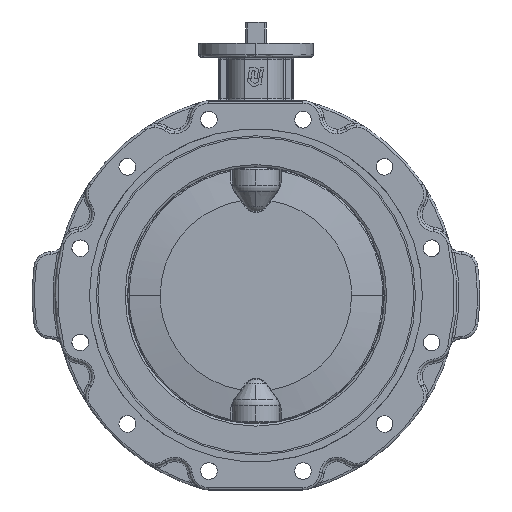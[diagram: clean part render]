
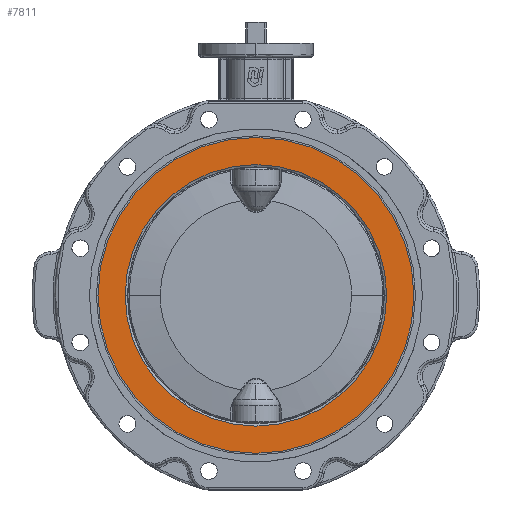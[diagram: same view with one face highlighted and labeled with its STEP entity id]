
A CAD part, left-side view. The second image highlights one B-rep face of the part: STEP entity #7811.
In plain terms, the highlighted planar face has unit normal (-1, 0, 0).
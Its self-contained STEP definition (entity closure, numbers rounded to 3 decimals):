
#5392=CARTESIAN_POINT('',(-46.1,-171.236,-0.));
#5393=VERTEX_POINT('',#5392);
#5400=CARTESIAN_POINT('',(-46.1,171.236,-0.));
#5401=VERTEX_POINT('',#5400);
#5402=CARTESIAN_POINT('',(-46.1,-0.,0.));
#5403=DIRECTION('',(1.,-0.,0.));
#5404=DIRECTION('',(-0.,-1.,0.));
#5405=AXIS2_PLACEMENT_3D('',#5402,#5403,#5404);
#5406=CIRCLE('',#5405,171.236);
#5407=EDGE_CURVE('',#5401,#5393,#5406,.T.);
#7701=CARTESIAN_POINT('',(-46.1,-206.9,0.));
#7702=VERTEX_POINT('',#7701);
#7709=CARTESIAN_POINT('',(-46.1,206.9,-0.));
#7710=VERTEX_POINT('',#7709);
#7711=CARTESIAN_POINT('',(-46.1,-0.,0.));
#7712=DIRECTION('',(1.,-0.,0.));
#7713=DIRECTION('',(-0.,-1.,0.));
#7714=AXIS2_PLACEMENT_3D('',#7711,#7712,#7713);
#7715=CIRCLE('',#7714,206.9);
#7716=EDGE_CURVE('',#7702,#7710,#7715,.T.);
#7786=CARTESIAN_POINT('',(-46.1,-189.068,0.));
#7787=DIRECTION('',(-1.,0.,-0.));
#7788=DIRECTION('',(-0.,-0.,-1.));
#7789=AXIS2_PLACEMENT_3D('',#7786,#7787,#7788);
#7790=PLANE('',#7789);
#7791=ORIENTED_EDGE('',*,*,#7716,.F.);
#7792=CARTESIAN_POINT('',(-46.1,-0.,0.));
#7793=DIRECTION('',(1.,-0.,0.));
#7794=DIRECTION('',(-0.,-1.,0.));
#7795=AXIS2_PLACEMENT_3D('',#7792,#7793,#7794);
#7796=CIRCLE('',#7795,206.9);
#7797=EDGE_CURVE('',#7710,#7702,#7796,.T.);
#7798=ORIENTED_EDGE('',*,*,#7797,.F.);
#7799=EDGE_LOOP('',(#7791,#7798));
#7800=FACE_BOUND('',#7799,.T.);
#7801=CARTESIAN_POINT('',(-46.1,-0.,0.));
#7802=DIRECTION('',(1.,-0.,0.));
#7803=DIRECTION('',(-0.,-1.,0.));
#7804=AXIS2_PLACEMENT_3D('',#7801,#7802,#7803);
#7805=CIRCLE('',#7804,171.236);
#7806=EDGE_CURVE('',#5393,#5401,#7805,.T.);
#7807=ORIENTED_EDGE('',*,*,#7806,.T.);
#7808=ORIENTED_EDGE('',*,*,#5407,.T.);
#7809=EDGE_LOOP('',(#7807,#7808));
#7810=FACE_BOUND('',#7809,.T.);
#7811=ADVANCED_FACE('',(#7800,#7810),#7790,.T.);
